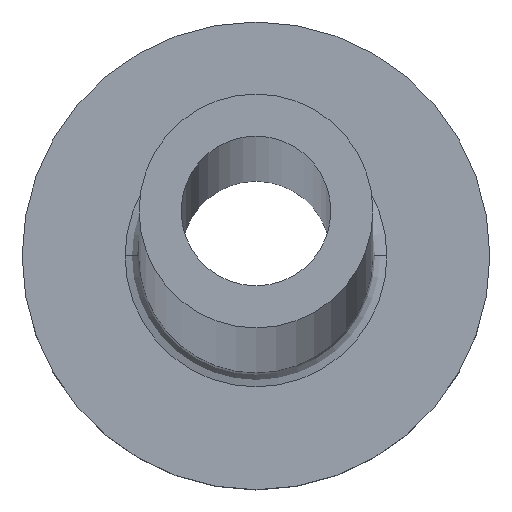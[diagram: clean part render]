
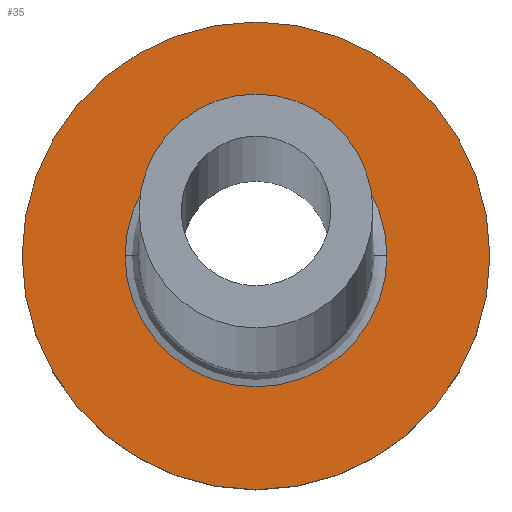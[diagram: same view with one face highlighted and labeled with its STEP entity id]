
A CAD part, top view. The second image highlights one B-rep face of the part: STEP entity #35.
In plain terms, the highlighted planar face has unit normal (0, 0, 1).
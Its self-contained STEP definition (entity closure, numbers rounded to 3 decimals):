
#6 = VERTEX_POINT ( 'NONE', #43 ) ;
#7 = EDGE_LOOP ( 'NONE', ( #41, #318 ) ) ;
#12 = PLANE ( 'NONE',  #32 ) ;
#14 = CIRCLE ( 'NONE', #294, 5. ) ;
#32 = AXIS2_PLACEMENT_3D ( 'NONE', #131, #192, #133 ) ;
#35 = ADVANCED_FACE ( 'NONE', ( #101, #278 ), #12, .T. ) ;
#41 = ORIENTED_EDGE ( 'NONE', *, *, #105, .T. ) ;
#43 = CARTESIAN_POINT ( 'NONE',  ( 2.8, 0., 3. ) ) ;
#45 = CIRCLE ( 'NONE', #255, 2.8 ) ;
#53 = CARTESIAN_POINT ( 'NONE',  ( -5., 0., 3. ) ) ;
#57 = DIRECTION ( 'NONE',  ( 1., 0., 0. ) ) ;
#60 = CARTESIAN_POINT ( 'NONE',  ( 5., 0., 3. ) ) ;
#84 = CARTESIAN_POINT ( 'NONE',  ( 0., 0., 3. ) ) ;
#88 = CIRCLE ( 'NONE', #199, 5. ) ;
#90 = DIRECTION ( 'NONE',  ( 1., 0., 0. ) ) ;
#95 = DIRECTION ( 'NONE',  ( 0., 0., 1. ) ) ;
#99 = EDGE_CURVE ( 'NONE', #229, #6, #208, .T. ) ;
#101 = FACE_BOUND ( 'NONE', #7, .T. ) ;
#105 = EDGE_CURVE ( 'NONE', #6, #229, #45, .T. ) ;
#114 = EDGE_CURVE ( 'NONE', #172, #148, #14, .T. ) ;
#122 = DIRECTION ( 'NONE',  ( 0., 0., -1. ) ) ;
#126 = AXIS2_PLACEMENT_3D ( 'NONE', #231, #122, #90 ) ;
#131 = CARTESIAN_POINT ( 'NONE',  ( 0., 0., 3. ) ) ;
#133 = DIRECTION ( 'NONE',  ( 1., 0., 0. ) ) ;
#145 = DIRECTION ( 'NONE',  ( 0., 0., -1. ) ) ;
#148 = VERTEX_POINT ( 'NONE', #60 ) ;
#172 = VERTEX_POINT ( 'NONE', #53 ) ;
#179 = ORIENTED_EDGE ( 'NONE', *, *, #114, .T. ) ;
#191 = EDGE_CURVE ( 'NONE', #148, #172, #88, .T. ) ;
#192 = DIRECTION ( 'NONE',  ( 0., 0., 1. ) ) ;
#199 = AXIS2_PLACEMENT_3D ( 'NONE', #356, #95, #239 ) ;
#202 = DIRECTION ( 'NONE',  ( 0., 0., 1. ) ) ;
#208 = CIRCLE ( 'NONE', #126, 2.8 ) ;
#229 = VERTEX_POINT ( 'NONE', #242 ) ;
#231 = CARTESIAN_POINT ( 'NONE',  ( 0., 0., 3. ) ) ;
#239 = DIRECTION ( 'NONE',  ( 1., 0., 0. ) ) ;
#242 = CARTESIAN_POINT ( 'NONE',  ( -2.8, 0., 3. ) ) ;
#255 = AXIS2_PLACEMENT_3D ( 'NONE', #288, #145, #379 ) ;
#265 = ORIENTED_EDGE ( 'NONE', *, *, #191, .T. ) ;
#278 = FACE_OUTER_BOUND ( 'NONE', #364, .T. ) ;
#288 = CARTESIAN_POINT ( 'NONE',  ( 0., 0., 3. ) ) ;
#294 = AXIS2_PLACEMENT_3D ( 'NONE', #84, #202, #57 ) ;
#318 = ORIENTED_EDGE ( 'NONE', *, *, #99, .T. ) ;
#356 = CARTESIAN_POINT ( 'NONE',  ( 0., 0., 3. ) ) ;
#364 = EDGE_LOOP ( 'NONE', ( #179, #265 ) ) ;
#379 = DIRECTION ( 'NONE',  ( 1., 0., 0. ) ) ;
